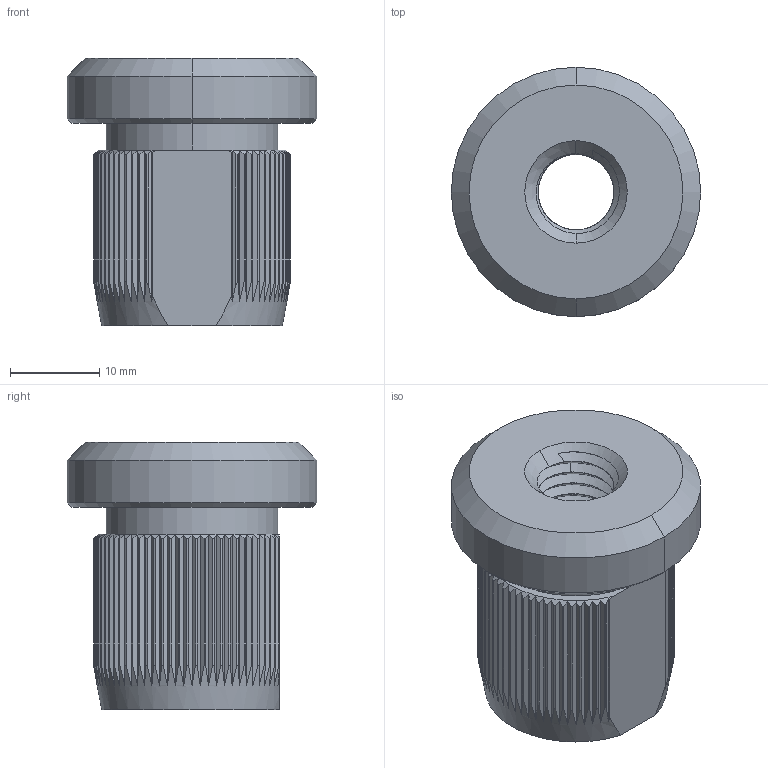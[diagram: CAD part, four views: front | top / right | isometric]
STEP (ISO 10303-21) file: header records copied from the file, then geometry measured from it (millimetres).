
FILE_DESCRIPTION((''),'2;1');
FILE_NAME('F-190-B-1','2021-06-01T09:43:51',('Administrator'),(''),'CREO PARAMETRIC BY PTC INC, 2019224','CREO PARAMETRIC BY PTC INC, 2019224','');
FILE_SCHEMA(('CONFIG_CONTROL_DESIGN'));
Length unit declared in the file: millimetre
Products named in the file (1): F-190-B-1
Bounding box: 28 x 28 x 30 mm (x, y, z)
Volume: 10246.5 mm3; surface area: 4720.4 mm2
Topology: 1 solids, 1 shells, 257 faces, 750 edges, 497 vertices
Faces by surface type: plane 133, cylinder 102, bspline 12, cone 10
Entity records: 12336 total; most frequent: CARTESIAN_POINT 6090, ORIENTED_EDGE 1500, DIRECTION 1028, EDGE_CURVE 750, VERTEX_POINT 497, AXIS2_PLACEMENT_3D 389, B_SPLINE_CURVE_WITH_KNOTS 356, EDGE_LOOP 261
